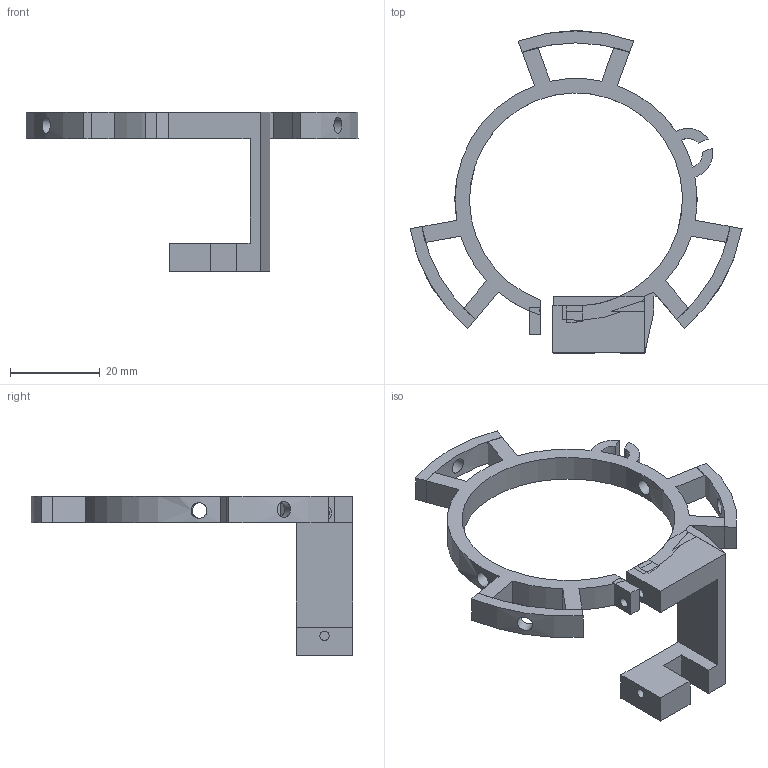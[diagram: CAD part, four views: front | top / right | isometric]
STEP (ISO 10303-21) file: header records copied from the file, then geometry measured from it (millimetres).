
FILE_DESCRIPTION(/* description */ (''),/* implementation_level */ '2;1');
FILE_NAME(/* name */ 'OuterLoop.step',/* time_stamp */ '2024-08-02T11:55:15-07:00',/* author */ (''),/* organization */ (''),/* preprocessor_version */ 'ST-DEVELOPER v20',/* originating_system */ 'Autodesk Translation Framework v13.14.0.145',/* authorisation */ '');
FILE_SCHEMA (('AUTOMOTIVE_DESIGN { 1 0 10303 214 3 1 1 }'));
Length unit declared in the file: millimetre
Products named in the file (6): OuterLoop; OuterLoop (1); InnerLoop(Mirror); Component30; Component29; Component28
Assembly tree (5 placements, depth 3):
  OuterLoop
    OuterLoop (1)
      InnerLoop(Mirror)
      Component30
      Component29
      Component28
Bounding box: 73.8 x 71.57 x 35.43 mm (x, y, z)
Volume: 9102.5 mm3; surface area: 9012.3 mm2
Topology: 6 solids, 6 shells, 112 faces, 293 edges, 196 vertices
Faces by surface type: plane 75, cylinder 37
Full cylindrical faces by diameter (mm): 2.092 x3, 3.221 x1, 3.505 x2, 3.51 x3
Entity records: 3989 total; most frequent: CARTESIAN_POINT 974, DIRECTION 601, ORIENTED_EDGE 588, EDGE_CURVE 294, LINE 211, VECTOR 211, VERTEX_POINT 197, AXIS2_PLACEMENT_3D 195
